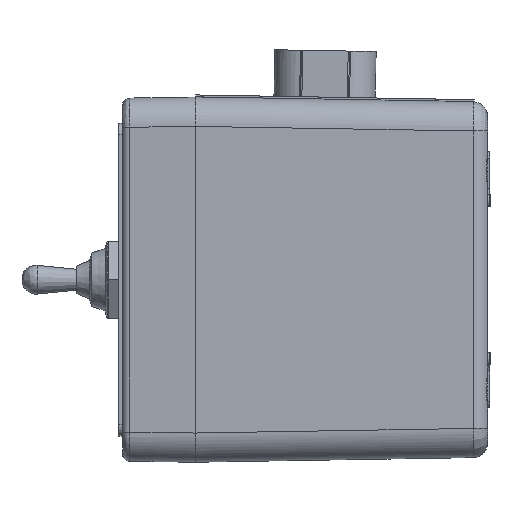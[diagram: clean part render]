
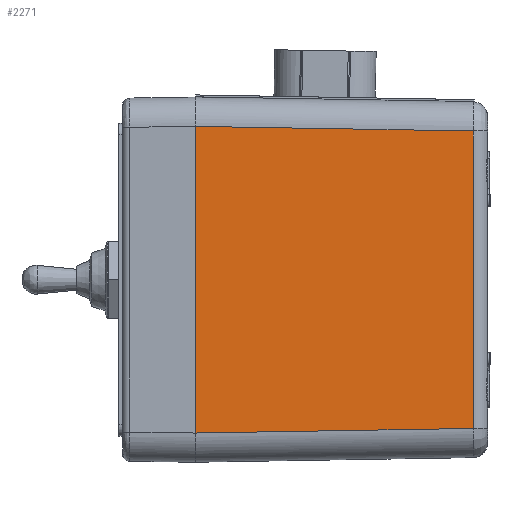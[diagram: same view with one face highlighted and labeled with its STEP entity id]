
A CAD part, left-side view. The second image highlights one B-rep face of the part: STEP entity #2271.
In plain terms, the highlighted planar face has unit normal (-1, -0.017, 0).
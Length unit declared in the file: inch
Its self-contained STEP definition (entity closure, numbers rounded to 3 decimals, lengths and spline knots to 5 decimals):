
#404=DIRECTION('',(0.,0.,-1.));
#405=VECTOR('',#404,2.40589);
#406=CARTESIAN_POINT('',(-3.11236,-2.24605,1.20295));
#407=LINE('',#406,#405);
#677=DIRECTION('',(0.017,-1.,0.017));
#678=VECTOR('',#677,2.24667);
#679=CARTESIAN_POINT('',(-3.14961,0.,-1.24019));
#680=LINE('',#679,#678);
#681=DIRECTION('',(0.,0.,1.));
#682=VECTOR('',#681,2.48038);
#683=CARTESIAN_POINT('',(-3.14961,0.,-1.24019));
#684=LINE('',#683,#682);
#685=DIRECTION('',(-0.017,1.,0.017));
#686=VECTOR('',#685,2.24667);
#687=CARTESIAN_POINT('',(-3.11236,-2.24605,1.20295));
#688=LINE('',#687,#686);
#703=CARTESIAN_POINT('',(-3.14961,0.,-1.24019));
#1310=CARTESIAN_POINT('',(-3.11236,-2.24605,
1.20295));
#1311=VERTEX_POINT('',#1310);
#1325=CARTESIAN_POINT('',(-3.14961,0.,1.24019));
#1326=VERTEX_POINT('',#1325);
#1332=CARTESIAN_POINT('',(-3.11236,-2.24605,
-1.20295));
#1333=VERTEX_POINT('',#1332);
#1337=VERTEX_POINT('',#703);
#2258=CARTESIAN_POINT('',(-3.14961,0.,0.));
#2259=DIRECTION('',(-1.,-0.017,0.));
#2260=DIRECTION('',(-0.017,1.,0.));
#2261=AXIS2_PLACEMENT_3D('',#2258,#2259,#2260);
#2262=PLANE('',#2261);
#2264=ORIENTED_EDGE('',*,*,#2263,.F.);
#2266=ORIENTED_EDGE('',*,*,#2265,.T.);
#2267=ORIENTED_EDGE('',*,*,#2247,.F.);
#2268=ORIENTED_EDGE('',*,*,#1911,.T.);
#2269=EDGE_LOOP('',(#2264,#2266,#2267,#2268));
#2270=FACE_OUTER_BOUND('',#2269,.F.);
#1911=EDGE_CURVE('',#1311,#1333,#407,.T.);
#2247=EDGE_CURVE('',#1311,#1326,#688,.T.);
#2263=EDGE_CURVE('',#1337,#1333,#680,.T.);
#2265=EDGE_CURVE('',#1337,#1326,#684,.T.);
#2271=ADVANCED_FACE('',(#2270),#2262,.T.);
